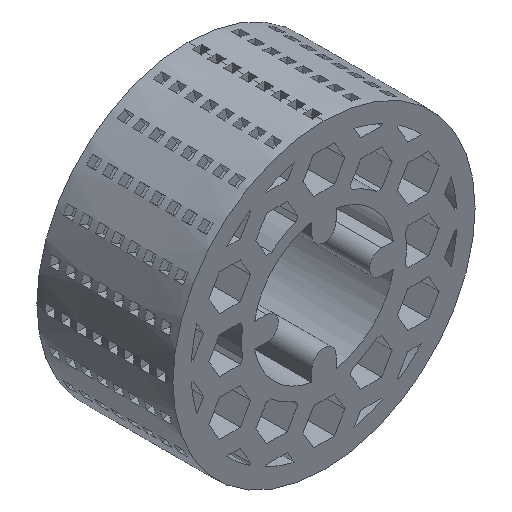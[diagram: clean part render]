
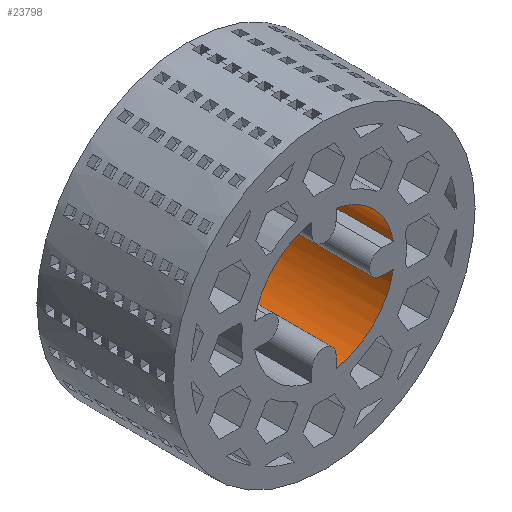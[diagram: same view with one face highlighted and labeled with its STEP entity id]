
A CAD part, isometric view. The second image highlights one B-rep face of the part: STEP entity #23798.
In plain terms, the highlighted cylindrical face has radius 23.3 mm (diameter 46.6 mm), a partial arc.
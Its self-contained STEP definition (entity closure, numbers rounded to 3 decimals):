
#513 = ORIENTED_EDGE ( 'NONE', *, *, #28218, .F. ) ;
#547 = ORIENTED_EDGE ( 'NONE', *, *, #21947, .F. ) ;
#818 = DIRECTION ( 'NONE',  ( 0., -1., 0. ) ) ;
#1095 = VERTEX_POINT ( 'NONE', #6402 ) ;
#1320 = CYLINDRICAL_SURFACE ( 'NONE', #5332, 23.3 ) ;
#1338 = ORIENTED_EDGE ( 'NONE', *, *, #12112, .F. ) ;
#1723 = VERTEX_POINT ( 'NONE', #28550 ) ;
#2239 = LINE ( 'NONE', #23254, #32646 ) ;
#2341 = EDGE_CURVE ( 'NONE', #24838, #3790, #29247, .T. ) ;
#2647 = DIRECTION ( 'NONE',  ( 0., 1., 0. ) ) ;
#2964 = CARTESIAN_POINT ( 'NONE',  ( 0., 45., -23.3 ) ) ;
#3066 = DIRECTION ( 'NONE',  ( 0., 0., 1. ) ) ;
#3079 = VERTEX_POINT ( 'NONE', #16883 ) ;
#3402 = DIRECTION ( 'NONE',  ( 0., 1., 0. ) ) ;
#3790 = VERTEX_POINT ( 'NONE', #26111 ) ;
#3962 = ORIENTED_EDGE ( 'NONE', *, *, #24824, .F. ) ;
#4451 = CIRCLE ( 'NONE', #11623, 23.3 ) ;
#5137 = DIRECTION ( 'NONE',  ( 0., -1., 0. ) ) ;
#5164 = CARTESIAN_POINT ( 'NONE',  ( 22.954, 20., 4. ) ) ;
#5307 = CARTESIAN_POINT ( 'NONE',  ( 4., 45., -22.954 ) ) ;
#5332 = AXIS2_PLACEMENT_3D ( 'NONE', #6680, #30095, #32344 ) ;
#5552 = LINE ( 'NONE', #2964, #15413 ) ;
#5616 = EDGE_CURVE ( 'NONE', #24838, #1095, #6374, .T. ) ;
#5646 = CARTESIAN_POINT ( 'NONE',  ( 22.954, 45., -4. ) ) ;
#5825 = CARTESIAN_POINT ( 'NONE',  ( 0., 20., 0. ) ) ;
#5954 = CIRCLE ( 'NONE', #11992, 23.3 ) ;
#6040 = VECTOR ( 'NONE', #818, 1000. ) ;
#6261 = CIRCLE ( 'NONE', #29337, 23.3 ) ;
#6374 = LINE ( 'NONE', #29459, #30964 ) ;
#6402 = CARTESIAN_POINT ( 'NONE',  ( 22.954, 0., 4. ) ) ;
#6680 = CARTESIAN_POINT ( 'NONE',  ( 0., 45., 0. ) ) ;
#6789 = VECTOR ( 'NONE', #5137, 1000. ) ;
#7670 = CARTESIAN_POINT ( 'NONE',  ( 4., 0., 22.954 ) ) ;
#8364 = CIRCLE ( 'NONE', #32000, 23.3 ) ;
#8370 = CARTESIAN_POINT ( 'NONE',  ( 0., 20., -23.3 ) ) ;
#8544 = CIRCLE ( 'NONE', #23916, 23.3 ) ;
#10292 = VERTEX_POINT ( 'NONE', #27839 ) ;
#10533 = DIRECTION ( 'NONE',  ( 0., 0., 1. ) ) ;
#10836 = LINE ( 'NONE', #5307, #6040 ) ;
#11118 = CARTESIAN_POINT ( 'NONE',  ( 0., 0., 0. ) ) ;
#11623 = AXIS2_PLACEMENT_3D ( 'NONE', #27236, #20152, #28420 ) ;
#11653 = AXIS2_PLACEMENT_3D ( 'NONE', #5825, #3402, #3066 ) ;
#11753 = ORIENTED_EDGE ( 'NONE', *, *, #19848, .F. ) ;
#11992 = AXIS2_PLACEMENT_3D ( 'NONE', #11118, #2647, #18159 ) ;
#12112 = EDGE_CURVE ( 'NONE', #13152, #1095, #5954, .T. ) ;
#12270 = DIRECTION ( 'NONE',  ( 0., 1., 0. ) ) ;
#12896 = VERTEX_POINT ( 'NONE', #29228 ) ;
#12944 = ORIENTED_EDGE ( 'NONE', *, *, #2341, .F. ) ;
#13069 = EDGE_LOOP ( 'NONE', ( #3962, #24303, #24289, #513, #25327, #11753, #19840, #12944, #28097, #1338, #16942, #547 ) ) ;
#13152 = VERTEX_POINT ( 'NONE', #7670 ) ;
#13260 = DIRECTION ( 'NONE',  ( 0., -1., 0. ) ) ;
#14904 = VERTEX_POINT ( 'NONE', #27464 ) ;
#15192 = VECTOR ( 'NONE', #13260, 1000. ) ;
#15413 = VECTOR ( 'NONE', #18816, 1000. ) ;
#15809 = LINE ( 'NONE', #5646, #6789 ) ;
#15999 = VERTEX_POINT ( 'NONE', #27150 ) ;
#16208 = DIRECTION ( 'NONE',  ( 0., -1., 0. ) ) ;
#16883 = CARTESIAN_POINT ( 'NONE',  ( 0., 45., 23.3 ) ) ;
#16942 = ORIENTED_EDGE ( 'NONE', *, *, #28183, .F. ) ;
#17053 = EDGE_CURVE ( 'NONE', #3079, #15999, #4451, .T. ) ;
#18086 = CARTESIAN_POINT ( 'NONE',  ( 0., 20., 0. ) ) ;
#18159 = DIRECTION ( 'NONE',  ( 0., 0., 1. ) ) ;
#18816 = DIRECTION ( 'NONE',  ( 0., -1., 0. ) ) ;
#19000 = DIRECTION ( 'NONE',  ( 0., 0., 1. ) ) ;
#19099 = LINE ( 'NONE', #21176, #15192 ) ;
#19840 = ORIENTED_EDGE ( 'NONE', *, *, #29735, .F. ) ;
#19848 = EDGE_CURVE ( 'NONE', #21589, #10292, #8364, .T. ) ;
#20152 = DIRECTION ( 'NONE',  ( 0., 1., 0. ) ) ;
#20658 = EDGE_CURVE ( 'NONE', #14904, #10292, #10836, .T. ) ;
#20671 = DIRECTION ( 'NONE',  ( 0., -1., 0. ) ) ;
#20840 = DIRECTION ( 'NONE',  ( 0., 1., 0. ) ) ;
#21176 = CARTESIAN_POINT ( 'NONE',  ( 0., 45., 23.3 ) ) ;
#21589 = VERTEX_POINT ( 'NONE', #33044 ) ;
#21947 = EDGE_CURVE ( 'NONE', #1723, #12896, #8544, .T. ) ;
#22080 = DIRECTION ( 'NONE',  ( 0., 1., 0. ) ) ;
#23254 = CARTESIAN_POINT ( 'NONE',  ( 4., 45., 22.954 ) ) ;
#23798 = ADVANCED_FACE ( 'NONE', ( #27507 ), #1320, .F. ) ;
#23916 = AXIS2_PLACEMENT_3D ( 'NONE', #25331, #12270, #28100 ) ;
#24148 = CARTESIAN_POINT ( 'NONE',  ( 0., 0., 0. ) ) ;
#24289 = ORIENTED_EDGE ( 'NONE', *, *, #34086, .T. ) ;
#24303 = ORIENTED_EDGE ( 'NONE', *, *, #17053, .T. ) ;
#24824 = EDGE_CURVE ( 'NONE', #3079, #1723, #19099, .T. ) ;
#24838 = VERTEX_POINT ( 'NONE', #5164 ) ;
#25327 = ORIENTED_EDGE ( 'NONE', *, *, #20658, .T. ) ;
#25331 = CARTESIAN_POINT ( 'NONE',  ( 0., 20., 0. ) ) ;
#26111 = CARTESIAN_POINT ( 'NONE',  ( 22.954, 20., -4. ) ) ;
#27150 = CARTESIAN_POINT ( 'NONE',  ( 0., 45., -23.3 ) ) ;
#27236 = CARTESIAN_POINT ( 'NONE',  ( 0., 45., 0. ) ) ;
#27357 = VERTEX_POINT ( 'NONE', #8370 ) ;
#27464 = CARTESIAN_POINT ( 'NONE',  ( 4., 20., -22.954 ) ) ;
#27507 = FACE_OUTER_BOUND ( 'NONE', #13069, .T. ) ;
#27839 = CARTESIAN_POINT ( 'NONE',  ( 4., 0., -22.954 ) ) ;
#28097 = ORIENTED_EDGE ( 'NONE', *, *, #5616, .T. ) ;
#28100 = DIRECTION ( 'NONE',  ( 0., 0., 1. ) ) ;
#28183 = EDGE_CURVE ( 'NONE', #12896, #13152, #2239, .T. ) ;
#28218 = EDGE_CURVE ( 'NONE', #14904, #27357, #6261, .T. ) ;
#28420 = DIRECTION ( 'NONE',  ( 0., 0., 1. ) ) ;
#28550 = CARTESIAN_POINT ( 'NONE',  ( 0., 20., 23.3 ) ) ;
#29228 = CARTESIAN_POINT ( 'NONE',  ( 4., 20., 22.954 ) ) ;
#29247 = CIRCLE ( 'NONE', #11653, 23.3 ) ;
#29337 = AXIS2_PLACEMENT_3D ( 'NONE', #18086, #20840, #10533 ) ;
#29459 = CARTESIAN_POINT ( 'NONE',  ( 22.954, 45., 4. ) ) ;
#29735 = EDGE_CURVE ( 'NONE', #3790, #21589, #15809, .T. ) ;
#30095 = DIRECTION ( 'NONE',  ( 0., -1., 0. ) ) ;
#30964 = VECTOR ( 'NONE', #16208, 1000. ) ;
#32000 = AXIS2_PLACEMENT_3D ( 'NONE', #24148, #22080, #19000 ) ;
#32344 = DIRECTION ( 'NONE',  ( 0., 0., -1. ) ) ;
#32646 = VECTOR ( 'NONE', #20671, 1000. ) ;
#33044 = CARTESIAN_POINT ( 'NONE',  ( 22.954, 0., -4. ) ) ;
#34086 = EDGE_CURVE ( 'NONE', #15999, #27357, #5552, .T. ) ;
